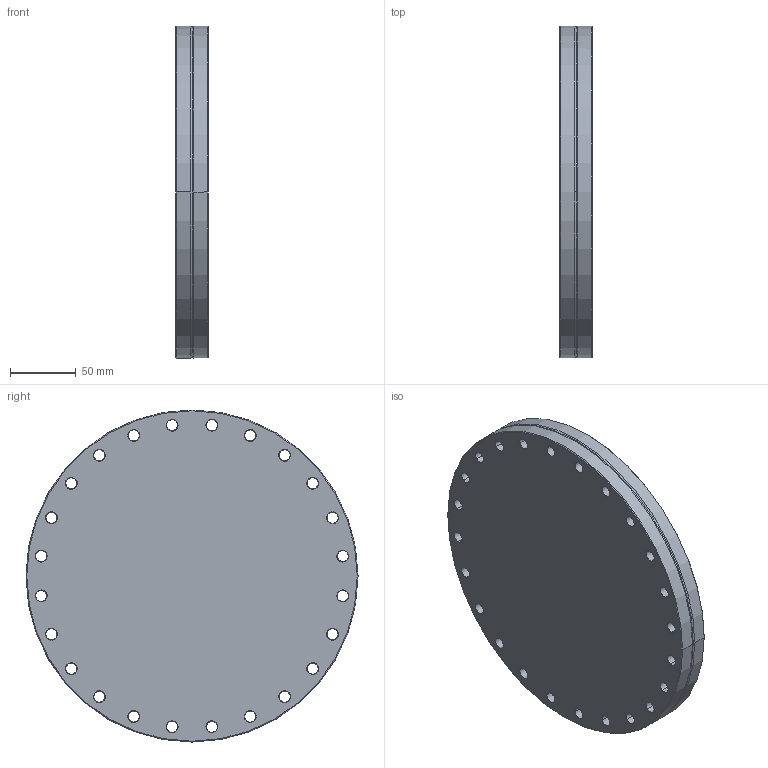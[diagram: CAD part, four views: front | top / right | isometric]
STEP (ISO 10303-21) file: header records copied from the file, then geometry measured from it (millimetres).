
FILE_DESCRIPTION((''),'2;1');
FILE_NAME('213-006.stp','2004-01-21T10:26:36',('KAA'),(''),'Autodesk Inventor (R) 6.0','Autodesk Inventor (R) 6.0','');
FILE_SCHEMA(('CONFIG_CONTROL_DESIGN'));
Length unit declared in the file: millimetre
Products named in the file (1): 213-006
Bounding box: 24.5 x 253 x 253 mm (x, y, z)
Volume: 1145462.6 mm3; surface area: 133273.5 mm2
Topology: 1 solids, 1 shells, 178 faces, 422 edges, 247 vertices
Faces by surface type: cone 110, bspline 52, torus 6, cylinder 6, plane 4
Entity records: 6128 total; most frequent: CARTESIAN_POINT 1876, DIRECTION 919, ORIENTED_EDGE 844, EDGE_CURVE 422, AXIS2_PLACEMENT_3D 378, CIRCLE 251, VERTEX_POINT 247, EDGE_LOOP 227
